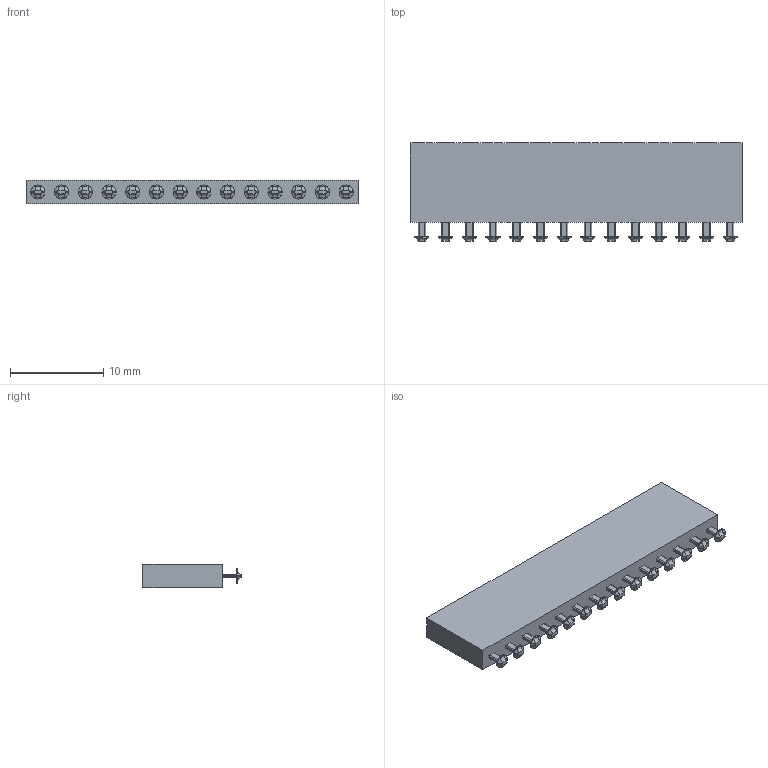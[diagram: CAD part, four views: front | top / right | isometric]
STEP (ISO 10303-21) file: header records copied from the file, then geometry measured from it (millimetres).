
FILE_DESCRIPTION (( 'STEP AP214' ), '1' );
FILE_NAME ('ROW HEADER 1X14PIN.STEP', '2022-04-19T16:00:49', ( '' ), ( '' ), 'SwSTEP 2.0', 'SolidWorks 2021', '' );
FILE_SCHEMA (( 'AUTOMOTIVE_DESIGN' ));
Length unit declared in the file: millimetre
Products named in the file (1): ROW HEADER 1X14PIN
Bounding box: 35.56 x 10.51 x 2.54 mm (x, y, z)
Volume: 701.4 mm3; surface area: 1200.9 mm2
Topology: 1 solids, 1 shells, 440 faces, 1132 edges, 736 vertices
Faces by surface type: plane 244, cylinder 140, torus 56
Entity records: 18498 total; most frequent: CARTESIAN_POINT 2673, DIRECTION 2350, ORIENTED_EDGE 2264, EDGE_CURVE 1132, AXIS2_PLACEMENT_3D 861, VERTEX_POINT 736, LINE 628, VECTOR 628
